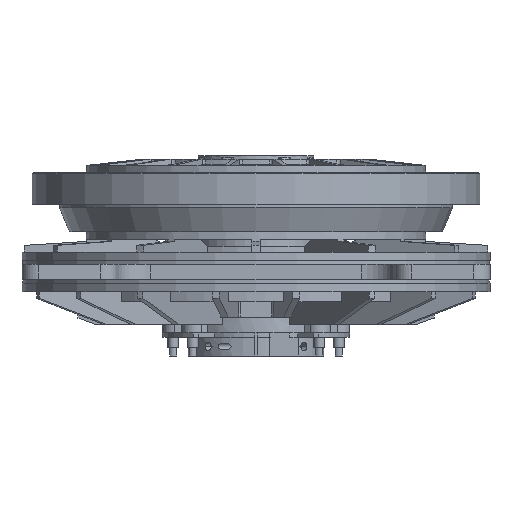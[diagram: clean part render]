
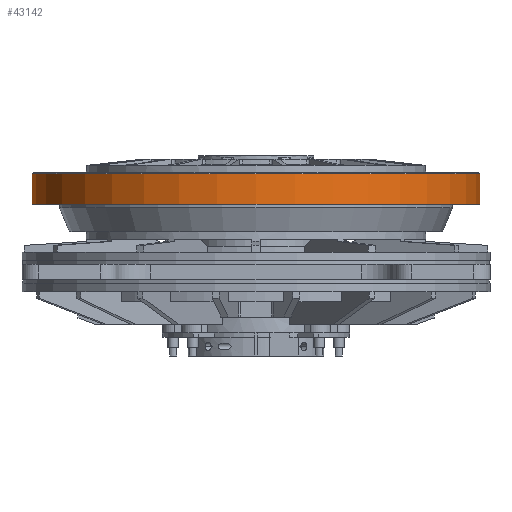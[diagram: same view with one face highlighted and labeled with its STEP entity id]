
A CAD part, front view. The second image highlights one B-rep face of the part: STEP entity #43142.
In plain terms, the highlighted cylindrical face has radius 330 mm (diameter 660 mm), a partial arc.
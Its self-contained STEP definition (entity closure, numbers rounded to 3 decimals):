
#1521 = CARTESIAN_POINT ( 'NONE',  ( 330., 0., -26.5 ) ) ;
#1806 = CARTESIAN_POINT ( 'NONE',  ( -330., 0., -26.5 ) ) ;
#2007 = LINE ( 'NONE', #2008, #2570 ) ;
#2008 = CARTESIAN_POINT ( 'NONE',  ( -330., 0., -25. ) ) ;
#2327 = CARTESIAN_POINT ( 'NONE',  ( 330., 0., -71. ) ) ;
#2328 = DIRECTION ( 'NONE',  ( 0., 0., -1. ) ) ;
#2329 = VECTOR ( 'NONE', #2328, 1000. ) ;
#2330 = CARTESIAN_POINT ( 'NONE',  ( 330., 0., -25. ) ) ;
#2331 = LINE ( 'NONE', #2330, #2329 ) ;
#2569 = DIRECTION ( 'NONE',  ( 0., 0., -1. ) ) ;
#2570 = VECTOR ( 'NONE', #2569, 1000. ) ;
#2595 = CARTESIAN_POINT ( 'NONE',  ( -330., 0., -71. ) ) ;
#12117 = VERTEX_POINT ( 'NONE', #1521 ) ;
#12247 = VERTEX_POINT ( 'NONE', #1806 ) ;
#12520 = EDGE_CURVE ( 'NONE', #12117, #12521, #2331, .T. ) ;
#12521 = VERTEX_POINT ( 'NONE', #2327 ) ;
#12633 = EDGE_CURVE ( 'NONE', #12247, #12652, #2007, .T. ) ;
#12652 = VERTEX_POINT ( 'NONE', #2595 ) ;
#15768 = DIRECTION ( 'NONE',  ( 1., 0., 0. ) ) ;
#15769 = DIRECTION ( 'NONE',  ( 0., 0., 1. ) ) ;
#15770 = CARTESIAN_POINT ( 'NONE',  ( 0., 0., -71. ) ) ;
#15771 = AXIS2_PLACEMENT_3D ( 'NONE', #15770, #15769, #15768 ) ;
#15772 = CIRCLE ( 'NONE', #15771, 330. ) ;
#15876 = DIRECTION ( 'NONE',  ( -1., 0., 0. ) ) ;
#15877 = DIRECTION ( 'NONE',  ( 0., 0., -1. ) ) ;
#15878 = AXIS2_PLACEMENT_3D ( 'NONE', #15879, #15877, #15876 ) ;
#15879 = CARTESIAN_POINT ( 'NONE',  ( 0., 0., -25. ) ) ;
#15880 = CYLINDRICAL_SURFACE ( 'NONE', #15878, 330. ) ;
#15881 = FACE_OUTER_BOUND ( 'NONE', #43143, .T. ) ;
#15904 = DIRECTION ( 'NONE',  ( -1., 0., 0. ) ) ;
#15905 = DIRECTION ( 'NONE',  ( 0., 0., -1. ) ) ;
#15906 = CARTESIAN_POINT ( 'NONE',  ( 0., 0., -26.5 ) ) ;
#15907 = AXIS2_PLACEMENT_3D ( 'NONE', #15906, #15905, #15904 ) ;
#15908 = CIRCLE ( 'NONE', #15907, 330. ) ;
#43090 = EDGE_CURVE ( 'NONE', #12652, #12521, #15772, .T. ) ;
#43142 = ADVANCED_FACE ( 'NONE', ( #15881 ), #15880, .T. ) ;
#43143 = EDGE_LOOP ( 'NONE', ( #43196, #43197, #43199, #43200 ) ) ;
#43196 = ORIENTED_EDGE ( 'NONE', *, *, #12520, .F. ) ;
#43197 = ORIENTED_EDGE ( 'NONE', *, *, #43198, .T. ) ;
#43198 = EDGE_CURVE ( 'NONE', #12117, #12247, #15908, .T. ) ;
#43199 = ORIENTED_EDGE ( 'NONE', *, *, #12633, .T. ) ;
#43200 = ORIENTED_EDGE ( 'NONE', *, *, #43090, .T. ) ;
